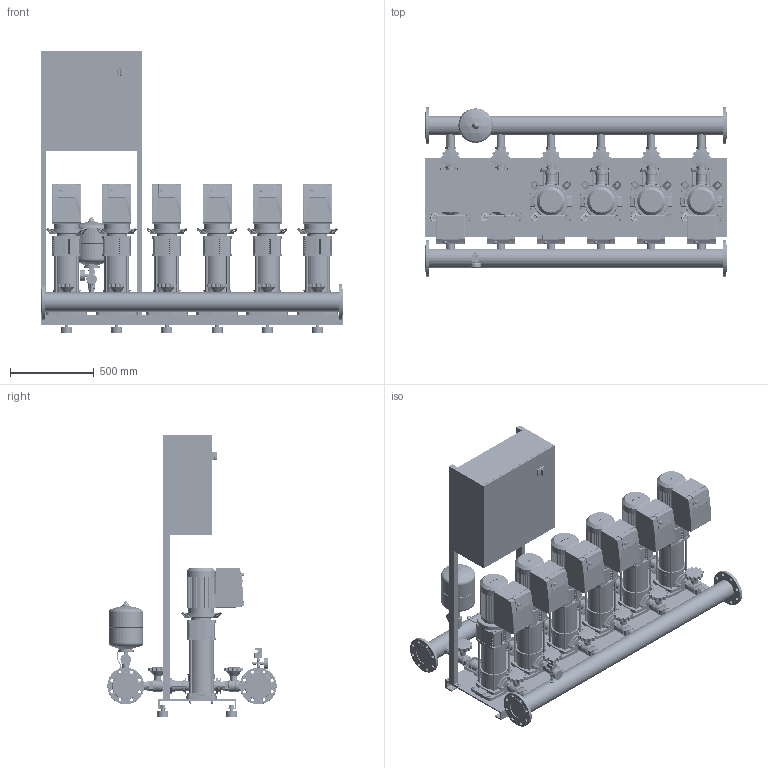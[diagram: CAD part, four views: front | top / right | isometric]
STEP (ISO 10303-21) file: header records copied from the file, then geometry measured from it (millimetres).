
FILE_DESCRIPTION((''),'2;1');
FILE_NAME('3d_COR-6HELIXVE1004_K_CCE-01-2535984.stp','2015-10-05T07:24:17',(''),(''),'Mechanical Desktop 2009','Mechanical Desktop 2009',', , ');
FILE_SCHEMA(('CONFIG_CONTROL_DESIGN'));
Length unit declared in the file: millimetre
Products named in the file (1): Product
Bounding box: 1800 x 1012 x 1685 mm (x, y, z)
Volume: 307339198.4 mm3; surface area: 17257728 mm2
Topology: 333 solids, 333 shells, 9025 faces, 23071 edges, 15004 vertices
Faces by surface type: plane 3040, cylinder 2704, bspline 2564, cone 349, torus 256, sphere 112
Entity records: 297526 total; most frequent: CARTESIAN_POINT 81460, ORIENTED_EDGE 45930, DIRECTION 42690, EDGE_CURVE 22965, VERTEX_POINT 14997, AXIS2_PLACEMENT_3D 14571, VECTOR 13548, LINE 13548
